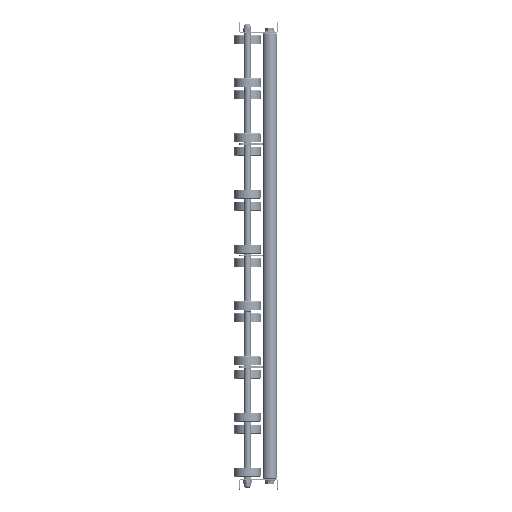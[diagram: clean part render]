
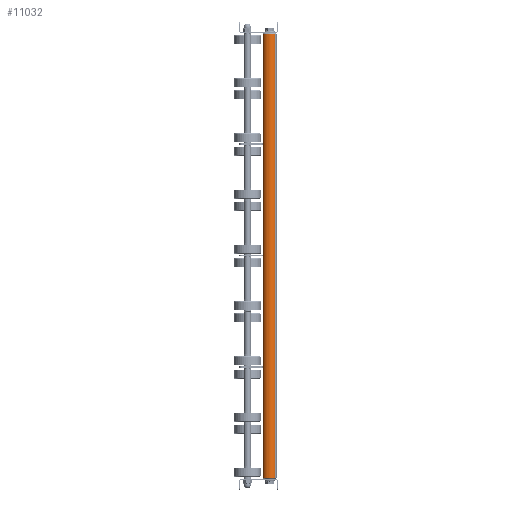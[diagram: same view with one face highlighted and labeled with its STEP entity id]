
A CAD part, left-side view. The second image highlights one B-rep face of the part: STEP entity #11032.
In plain terms, the highlighted cylindrical face has radius 12.5 mm (diameter 25 mm), a partial arc.
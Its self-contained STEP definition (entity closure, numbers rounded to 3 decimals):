
#87 = CARTESIAN_POINT ( 'NONE',  ( 800., 0., 12.5 ) ) ;
#160 = CARTESIAN_POINT ( 'NONE',  ( 799., 0., 12.5 ) ) ;
#261 = EDGE_CURVE ( 'NONE', #17727, #27581, #19517, .T. ) ;
#1878 = AXIS2_PLACEMENT_3D ( 'NONE', #17369, #3653, #26253 ) ;
#1934 = CYLINDRICAL_SURFACE ( 'NONE', #11729, 12.5 ) ;
#3621 = VERTEX_POINT ( 'NONE', #26915 ) ;
#3653 = DIRECTION ( 'NONE',  ( -1., 0., 0. ) ) ;
#4011 = CARTESIAN_POINT ( 'NONE',  ( 800., 0., 0. ) ) ;
#5622 = EDGE_CURVE ( 'NONE', #3621, #19420, #7511, .T. ) ;
#6258 = DIRECTION ( 'NONE',  ( 1., 0., 0. ) ) ;
#7032 = VECTOR ( 'NONE', #9368, 1000. ) ;
#7511 = CIRCLE ( 'NONE', #1878, 12.5 ) ;
#9205 = DIRECTION ( 'NONE',  ( -1., 0., 0. ) ) ;
#9368 = DIRECTION ( 'NONE',  ( -1., 0., 0. ) ) ;
#9372 = CARTESIAN_POINT ( 'NONE',  ( 1., 0., 12.5 ) ) ;
#10252 = DIRECTION ( 'NONE',  ( 0., 0., -1. ) ) ;
#10791 = DIRECTION ( 'NONE',  ( -1., 0., 0. ) ) ;
#11032 = ADVANCED_FACE ( 'NONE', ( #13138 ), #1934, .T. ) ;
#11729 = AXIS2_PLACEMENT_3D ( 'NONE', #4011, #10791, #19513 ) ;
#12438 = AXIS2_PLACEMENT_3D ( 'NONE', #24146, #6258, #10252 ) ;
#12637 = EDGE_LOOP ( 'NONE', ( #21005, #14083, #24228, #22118 ) ) ;
#13138 = FACE_OUTER_BOUND ( 'NONE', #12637, .T. ) ;
#14083 = ORIENTED_EDGE ( 'NONE', *, *, #5622, .T. ) ;
#15417 = LINE ( 'NONE', #18349, #20669 ) ;
#17369 = CARTESIAN_POINT ( 'NONE',  ( 799., 0., 0. ) ) ;
#17727 = VERTEX_POINT ( 'NONE', #9372 ) ;
#18349 = CARTESIAN_POINT ( 'NONE',  ( 800., 0., -12.5 ) ) ;
#19420 = VERTEX_POINT ( 'NONE', #160 ) ;
#19513 = DIRECTION ( 'NONE',  ( 0., 0., 1. ) ) ;
#19517 = CIRCLE ( 'NONE', #12438, 12.5 ) ;
#20669 = VECTOR ( 'NONE', #9205, 1000. ) ;
#21005 = ORIENTED_EDGE ( 'NONE', *, *, #23066, .F. ) ;
#22118 = ORIENTED_EDGE ( 'NONE', *, *, #261, .T. ) ;
#23066 = EDGE_CURVE ( 'NONE', #3621, #27581, #15417, .T. ) ;
#23489 = EDGE_CURVE ( 'NONE', #19420, #17727, #27255, .T. ) ;
#24080 = CARTESIAN_POINT ( 'NONE',  ( 1., 0., -12.5 ) ) ;
#24146 = CARTESIAN_POINT ( 'NONE',  ( 1., 0., 0. ) ) ;
#24228 = ORIENTED_EDGE ( 'NONE', *, *, #23489, .T. ) ;
#26253 = DIRECTION ( 'NONE',  ( 0., 0., -1. ) ) ;
#26915 = CARTESIAN_POINT ( 'NONE',  ( 799., 0., -12.5 ) ) ;
#27255 = LINE ( 'NONE', #87, #7032 ) ;
#27581 = VERTEX_POINT ( 'NONE', #24080 ) ;
